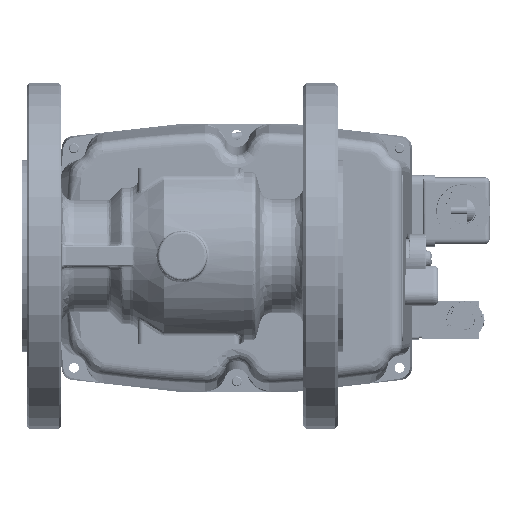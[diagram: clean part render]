
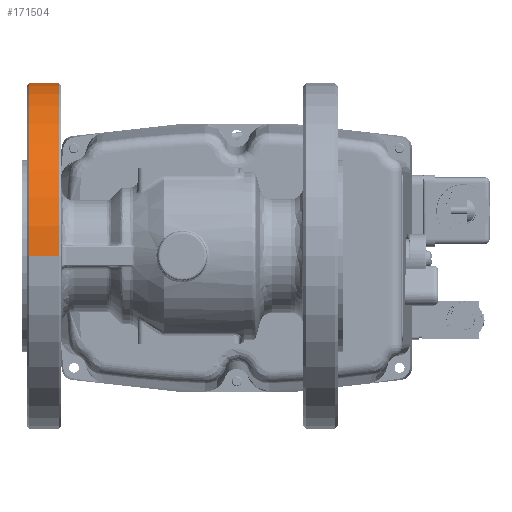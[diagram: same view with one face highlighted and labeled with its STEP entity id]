
A CAD part, front view. The second image highlights one B-rep face of the part: STEP entity #171504.
In plain terms, the highlighted cylindrical face has radius 70 mm (diameter 140 mm), a partial arc.
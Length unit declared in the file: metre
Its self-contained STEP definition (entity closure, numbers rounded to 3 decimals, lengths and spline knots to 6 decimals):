
#2486 = VERTEX_POINT ( 'NONE', #129251 ) ;
#2757 = CYLINDRICAL_SURFACE ( 'NONE', #118521, 0.07 ) ;
#4285 = AXIS2_PLACEMENT_3D ( 'NONE', #32196, #86637, #43812 ) ;
#6469 = CARTESIAN_POINT ( 'NONE',  ( -0.084307, -0.010998, 0.141 ) ) ;
#21257 = LINE ( 'NONE', #100724, #36663 ) ;
#24165 = VERTEX_POINT ( 'NONE', #60580 ) ;
#26265 = DIRECTION ( 'NONE',  ( 0., 0., 1. ) ) ;
#26737 = VERTEX_POINT ( 'NONE', #83315 ) ;
#32196 = CARTESIAN_POINT ( 'NONE',  ( -0.072307, -0.010998, 0.141 ) ) ;
#36663 = VECTOR ( 'NONE', #75717, 1. ) ;
#43812 = DIRECTION ( 'NONE',  ( 0., 0., 1. ) ) ;
#44192 = CIRCLE ( 'NONE', #4285, 0.07 ) ;
#50762 = CARTESIAN_POINT ( 'NONE',  ( -0.078307, -0.010998, 0.211 ) ) ;
#60580 = CARTESIAN_POINT ( 'NONE',  ( -0.084307, -0.080998, 0.141 ) ) ;
#66911 = EDGE_CURVE ( 'NONE', #26737, #2486, #44192, .T. ) ;
#69724 = ORIENTED_EDGE ( 'NONE', *, *, #137073, .T. ) ;
#71433 = ORIENTED_EDGE ( 'NONE', *, *, #140106, .T. ) ;
#75717 = DIRECTION ( 'NONE',  ( 1., 0., 0. ) ) ;
#78175 = EDGE_CURVE ( 'NONE', #24165, #26737, #21257, .T. ) ;
#80216 = LINE ( 'NONE', #50762, #132909 ) ;
#83315 = CARTESIAN_POINT ( 'NONE',  ( -0.072307, -0.080998, 0.141 ) ) ;
#86637 = DIRECTION ( 'NONE',  ( -1., 0., 0. ) ) ;
#99987 = ORIENTED_EDGE ( 'NONE', *, *, #78175, .T. ) ;
#100724 = CARTESIAN_POINT ( 'NONE',  ( -0.078307, -0.080998, 0.141 ) ) ;
#105757 = FACE_OUTER_BOUND ( 'NONE', #110165, .T. ) ;
#107861 = DIRECTION ( 'NONE',  ( -1., 0., 0. ) ) ;
#108395 = CARTESIAN_POINT ( 'NONE',  ( -0.078307, -0.010998, 0.141 ) ) ;
#110165 = EDGE_LOOP ( 'NONE', ( #156211, #69724, #71433, #99987 ) ) ;
#118521 = AXIS2_PLACEMENT_3D ( 'NONE', #108395, #175383, #26265 ) ;
#123864 = VERTEX_POINT ( 'NONE', #163369 ) ;
#127064 = DIRECTION ( 'NONE',  ( 0., 0., 1. ) ) ;
#129251 = CARTESIAN_POINT ( 'NONE',  ( -0.072307, -0.010998, 0.211 ) ) ;
#132909 = VECTOR ( 'NONE', #107861, 1. ) ;
#136085 = AXIS2_PLACEMENT_3D ( 'NONE', #6469, #169861, #127064 ) ;
#137073 = EDGE_CURVE ( 'NONE', #2486, #123864, #80216, .T. ) ;
#140106 = EDGE_CURVE ( 'NONE', #123864, #24165, #173172, .T. ) ;
#156211 = ORIENTED_EDGE ( 'NONE', *, *, #66911, .T. ) ;
#163369 = CARTESIAN_POINT ( 'NONE',  ( -0.084307, -0.010998, 0.211 ) ) ;
#169861 = DIRECTION ( 'NONE',  ( 1., 0., 0. ) ) ;
#171504 = ADVANCED_FACE ( 'NONE', ( #105757 ), #2757, .T. ) ;
#173172 = CIRCLE ( 'NONE', #136085, 0.07 ) ;
#175383 = DIRECTION ( 'NONE',  ( -1., 0., 0. ) ) ;
